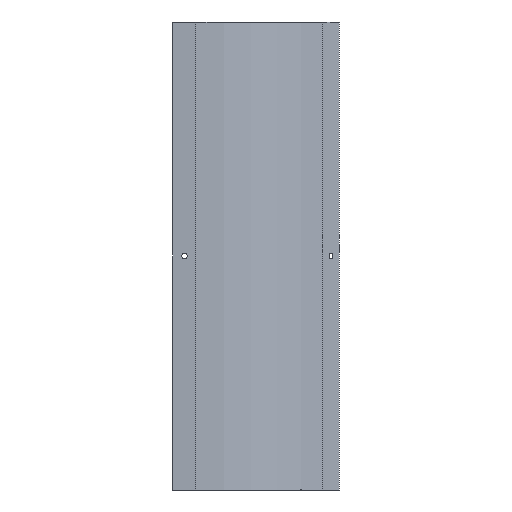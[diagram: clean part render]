
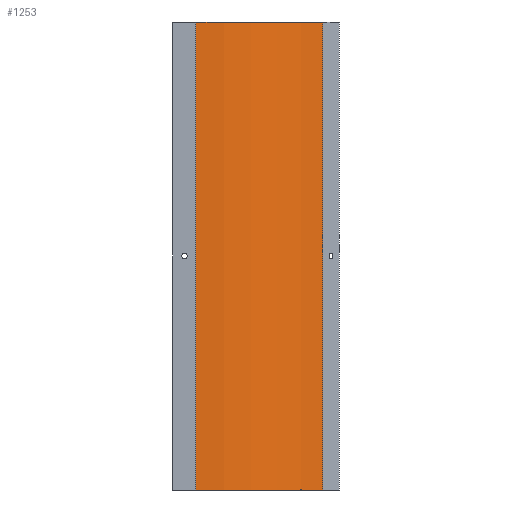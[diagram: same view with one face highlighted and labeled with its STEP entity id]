
A CAD part, front view. The second image highlights one B-rep face of the part: STEP entity #1253.
In plain terms, the highlighted cylindrical face has radius 230 mm (diameter 460 mm), a partial arc.
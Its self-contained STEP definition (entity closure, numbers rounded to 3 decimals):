
#8 = CARTESIAN_POINT ( 'NONE',  ( 192.426, -12.635, -599.2 ) ) ;
#19 = CARTESIAN_POINT ( 'NONE',  ( 192.426, -12.635, 0.8 ) ) ;
#89 = DIRECTION ( 'NONE',  ( 0., 0., -1. ) ) ;
#126 = CARTESIAN_POINT ( 'NONE',  ( 29.792, 150., 0.8 ) ) ;
#127 = DIRECTION ( 'NONE',  ( 0., 0., -1. ) ) ;
#152 = DIRECTION ( 'NONE',  ( -1., 0., 0. ) ) ;
#213 = VERTEX_POINT ( 'NONE', #1734 ) ;
#215 = VERTEX_POINT ( 'NONE', #1732 ) ;
#416 = EDGE_LOOP ( 'NONE', ( #702, #701, #699, #600 ) ) ;
#566 = VERTEX_POINT ( 'NONE', #1698 ) ;
#600 = ORIENTED_EDGE ( 'NONE', *, *, #1688, .T. ) ;
#699 = ORIENTED_EDGE ( 'NONE', *, *, #1691, .F. ) ;
#701 = ORIENTED_EDGE ( 'NONE', *, *, #1336, .F. ) ;
#702 = ORIENTED_EDGE ( 'NONE', *, *, #1690, .T. ) ;
#710 = FACE_OUTER_BOUND ( 'NONE', #416, .T. ) ;
#714 = CYLINDRICAL_SURFACE ( 'NONE', #1216, 230. ) ;
#777 = LINE ( 'NONE', #19, #782 ) ;
#782 = VECTOR ( 'NONE', #89, 1000. ) ;
#985 = LINE ( 'NONE', #1069, #987 ) ;
#987 = VECTOR ( 'NONE', #1080, 1000. ) ;
#989 = CIRCLE ( 'NONE', #1157, 230. ) ;
#991 = CIRCLE ( 'NONE', #1156, 230. ) ;
#1069 = CARTESIAN_POINT ( 'NONE',  ( 29.792, -80., 0.8 ) ) ;
#1080 = DIRECTION ( 'NONE',  ( 0., 0., -1. ) ) ;
#1084 = CARTESIAN_POINT ( 'NONE',  ( 29.792, 150., -599.2 ) ) ;
#1085 = DIRECTION ( 'NONE',  ( 0., 0., 1. ) ) ;
#1086 = DIRECTION ( 'NONE',  ( 1., 0., 0. ) ) ;
#1089 = CARTESIAN_POINT ( 'NONE',  ( 29.792, 150., 0.8 ) ) ;
#1090 = DIRECTION ( 'NONE',  ( 0., 0., 1. ) ) ;
#1091 = DIRECTION ( 'NONE',  ( 1., 0., 0. ) ) ;
#1156 = AXIS2_PLACEMENT_3D ( 'NONE', #1089, #1090, #1091 ) ;
#1157 = AXIS2_PLACEMENT_3D ( 'NONE', #1084, #1085, #1086 ) ;
#1216 = AXIS2_PLACEMENT_3D ( 'NONE', #126, #127, #152 ) ;
#1253 = ADVANCED_FACE ( 'NONE', ( #710 ), #714, .T. ) ;
#1336 = EDGE_CURVE ( 'NONE', #566, #1363, #777, .T. ) ;
#1363 = VERTEX_POINT ( 'NONE', #8 ) ;
#1688 = EDGE_CURVE ( 'NONE', #215, #213, #985, .T. ) ;
#1690 = EDGE_CURVE ( 'NONE', #213, #1363, #989, .T. ) ;
#1691 = EDGE_CURVE ( 'NONE', #215, #566, #991, .T. ) ;
#1698 = CARTESIAN_POINT ( 'NONE',  ( 192.426, -12.635, 0.8 ) ) ;
#1732 = CARTESIAN_POINT ( 'NONE',  ( 29.792, -80., 0.8 ) ) ;
#1734 = CARTESIAN_POINT ( 'NONE',  ( 29.792, -80., -599.2 ) ) ;
